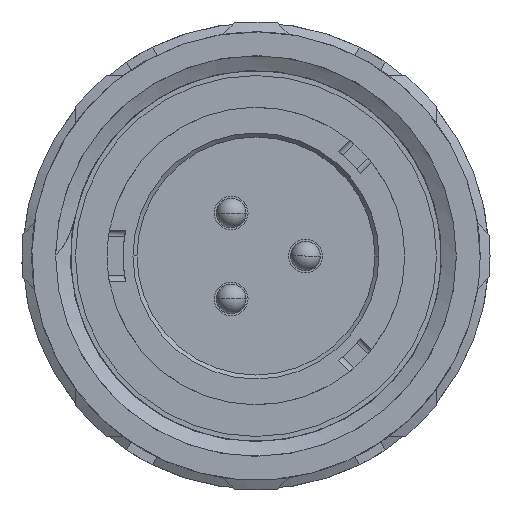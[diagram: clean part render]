
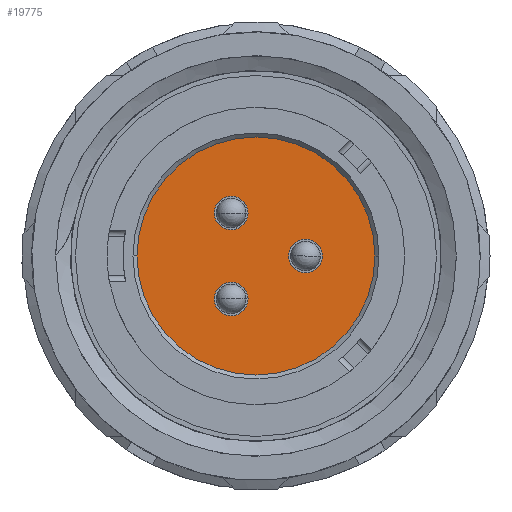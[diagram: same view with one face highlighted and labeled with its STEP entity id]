
A CAD part, left-side view. The second image highlights one B-rep face of the part: STEP entity #19775.
In plain terms, the highlighted planar face has unit normal (-1, 0, 0).
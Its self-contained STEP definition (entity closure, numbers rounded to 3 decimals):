
#8389=CARTESIAN_POINT('',(1.1,0.,0.));
#8390=DIRECTION('',(1.,0.,0.));
#8391=DIRECTION('',(0.,1.,0.));
#8392=AXIS2_PLACEMENT_3D('',#8389,#8390,#8391);
#8394=CARTESIAN_POINT('',(1.1,0.,0.));
#8395=DIRECTION('',(1.,0.,0.));
#8396=DIRECTION('',(0.,-1.,0.));
#8397=AXIS2_PLACEMENT_3D('',#8394,#8395,#8396);
#8399=CARTESIAN_POINT('',(1.1,-2.5,0.));
#8400=DIRECTION('',(-1.,0.,0.));
#8401=DIRECTION('',(0.,-1.,0.));
#8402=AXIS2_PLACEMENT_3D('',#8399,#8400,#8401);
#8404=CARTESIAN_POINT('',(1.1,-2.5,0.));
#8405=DIRECTION('',(-1.,0.,0.));
#8406=DIRECTION('',(0.,1.,0.));
#8407=AXIS2_PLACEMENT_3D('',#8404,#8405,#8406);
#8409=CARTESIAN_POINT('',(1.1,1.25,-2.165));
#8410=DIRECTION('',(-1.,0.,0.));
#8411=DIRECTION('',(0.,0.5,-0.866));
#8412=AXIS2_PLACEMENT_3D('',#8409,#8410,#8411);
#8414=CARTESIAN_POINT('',(1.1,1.25,-2.165));
#8415=DIRECTION('',(-1.,0.,0.));
#8416=DIRECTION('',(0.,-0.5,0.866));
#8417=AXIS2_PLACEMENT_3D('',#8414,#8415,#8416);
#8419=CARTESIAN_POINT('',(1.1,1.25,2.165));
#8420=DIRECTION('',(-1.,0.,0.));
#8421=DIRECTION('',(0.,0.5,0.866));
#8422=AXIS2_PLACEMENT_3D('',#8419,#8420,#8421);
#8424=CARTESIAN_POINT('',(1.1,1.25,2.165));
#8425=DIRECTION('',(-1.,0.,0.));
#8426=DIRECTION('',(0.,-0.5,-0.866));
#8427=AXIS2_PLACEMENT_3D('',#8424,#8425,#8426);
#9606=CARTESIAN_POINT('',(1.1,6.,0.));
#9607=CARTESIAN_POINT('',(1.1,-6.,0.));
#9608=VERTEX_POINT('',#9606);
#9609=VERTEX_POINT('',#9607);
#9610=CARTESIAN_POINT('',(1.1,-3.35,0.));
#9611=CARTESIAN_POINT('',(1.1,-1.65,0.));
#9612=VERTEX_POINT('',#9610);
#9613=VERTEX_POINT('',#9611);
#9614=CARTESIAN_POINT('',(1.1,1.675,-2.901));
#9615=CARTESIAN_POINT('',(1.1,0.825,-1.429));
#9616=VERTEX_POINT('',#9614);
#9617=VERTEX_POINT('',#9615);
#9618=CARTESIAN_POINT('',(1.1,1.675,2.901));
#9619=CARTESIAN_POINT('',(1.1,0.825,1.429));
#9620=VERTEX_POINT('',#9618);
#9621=VERTEX_POINT('',#9619);
#19747=CARTESIAN_POINT('',(1.1,0.,0.));
#19748=DIRECTION('',(1.,0.,0.));
#19749=DIRECTION('',(0.,-1.,0.));
#19750=AXIS2_PLACEMENT_3D('',#19747,#19748,#19749);
#19751=PLANE('',#19750);
#19752=ORIENTED_EDGE('',*,*,#19737,.T.);
#19754=ORIENTED_EDGE('',*,*,#19753,.T.);
#19755=EDGE_LOOP('',(#19752,#19754));
#19756=FACE_OUTER_BOUND('',#19755,.F.);
#19758=ORIENTED_EDGE('',*,*,#19757,.T.);
#19760=ORIENTED_EDGE('',*,*,#19759,.T.);
#19761=EDGE_LOOP('',(#19758,#19760));
#19762=FACE_BOUND('',#19761,.F.);
#19764=ORIENTED_EDGE('',*,*,#19763,.T.);
#19766=ORIENTED_EDGE('',*,*,#19765,.T.);
#19767=EDGE_LOOP('',(#19764,#19766));
#19768=FACE_BOUND('',#19767,.F.);
#19770=ORIENTED_EDGE('',*,*,#19769,.T.);
#19772=ORIENTED_EDGE('',*,*,#19771,.T.);
#19773=EDGE_LOOP('',(#19770,#19772));
#19774=FACE_BOUND('',#19773,.F.);
#8393=CIRCLE('',#8392,6.);
#8398=CIRCLE('',#8397,6.);
#8403=CIRCLE('',#8402,0.85);
#8408=CIRCLE('',#8407,0.85);
#8413=CIRCLE('',#8412,0.85);
#8418=CIRCLE('',#8417,0.85);
#8423=CIRCLE('',#8422,0.85);
#8428=CIRCLE('',#8427,0.85);
#19737=EDGE_CURVE('',#9608,#9609,#8393,.T.);
#19753=EDGE_CURVE('',#9609,#9608,#8398,.T.);
#19757=EDGE_CURVE('',#9612,#9613,#8403,.T.);
#19759=EDGE_CURVE('',#9613,#9612,#8408,.T.);
#19763=EDGE_CURVE('',#9616,#9617,#8413,.T.);
#19765=EDGE_CURVE('',#9617,#9616,#8418,.T.);
#19769=EDGE_CURVE('',#9620,#9621,#8423,.T.);
#19771=EDGE_CURVE('',#9621,#9620,#8428,.T.);
#19775=ADVANCED_FACE('',(#19756,#19762,#19768,#19774),#19751,.F.);
